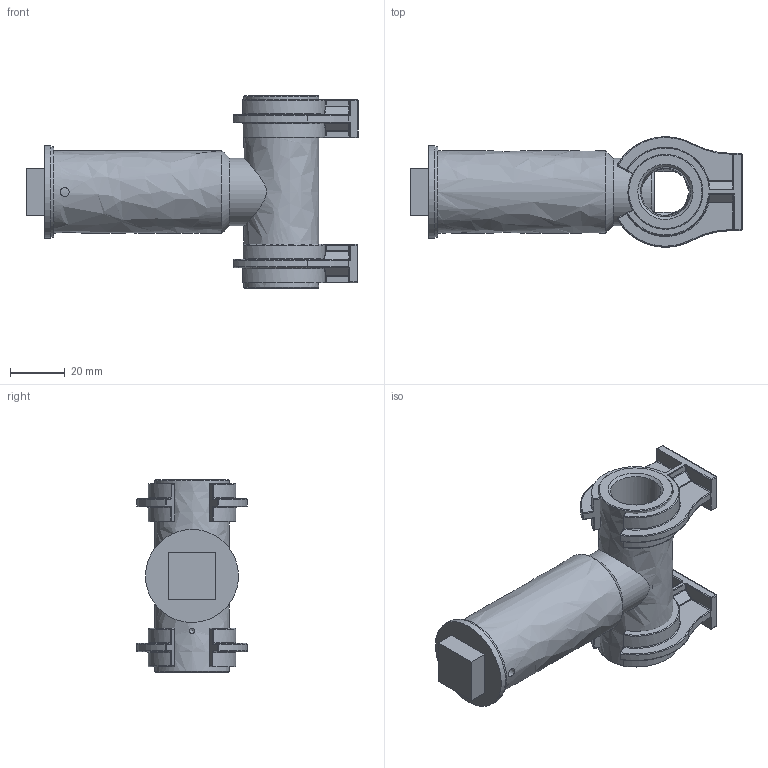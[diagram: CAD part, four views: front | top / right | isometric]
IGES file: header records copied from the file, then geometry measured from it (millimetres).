
Global section: file name: V158-AIS; native system: Autodesk Inventor 2014; preprocessor: unknown; author: sbajwa; date: 20131029.074329; units: millimetre
Bounding box: 121.01 x 40.2 x 70 mm (x, y, z)
Volume: 58286.3 mm3; surface area: 38732.5 mm2
Topology: 7 solids, 7 shells, 404 faces, 952 edges, 501 vertices
Faces by surface type: bspline 404
